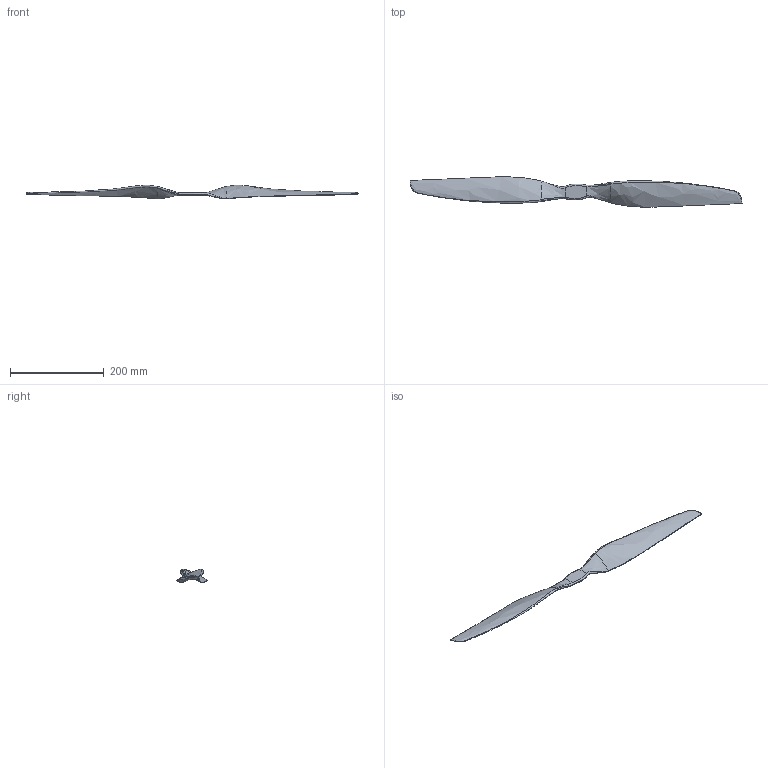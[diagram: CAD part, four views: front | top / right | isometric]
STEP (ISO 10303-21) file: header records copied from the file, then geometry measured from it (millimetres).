
FILE_DESCRIPTION(/* description */ (''),/* implementation_level */ '2;1');
FILE_NAME(/* name */ 'PR9ED7~1',/* time_stamp */ '2022-02-14T13:18:58+01:00',/* author */ (''),/* organization */ (''),/* preprocessor_version */ 'ST-DEVELOPER v16.5',/* originating_system */ '',/* authorisation */ '');
FILE_SCHEMA (('AUTOMOTIVE_DESIGN'));
Length unit declared in the file: millimetre
Products named in the file (1): Document
Bounding box: 709.56 x 64.66 x 28.92 mm (x, y, z)
Volume: 101710 mm3; surface area: 66029.3 mm2
Topology: 1 solids, 1 shells, 28 faces, 78 edges, 52 vertices
Faces by surface type: bspline 26, plane 2
Entity records: 3401 total; most frequent: CARTESIAN_POINT 2896, ORIENTED_EDGE 156, EDGE_CURVE 78, B_SPLINE_CURVE_WITH_KNOTS 78, VERTEX_POINT 52, ADVANCED_FACE 28, FACE_OUTER_BOUND 28, EDGE_LOOP 28
